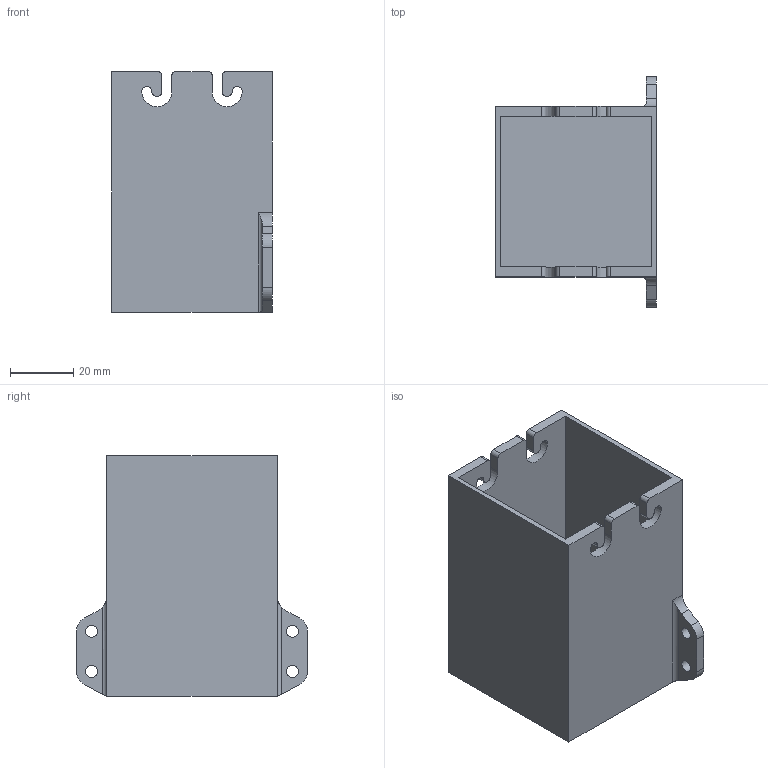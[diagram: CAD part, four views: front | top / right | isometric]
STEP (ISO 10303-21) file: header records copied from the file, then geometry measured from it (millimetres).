
FILE_DESCRIPTION(/* description */ ('STEP AP214'),/* implementation_level */ '2;1');
FILE_NAME(/* name */ '600c55d0f30b2c14ea161d72',/* time_stamp */ '2021-01-23T16:58:57+00:00',/* author */ (''),/* organization */ (''),/* preprocessor_version */ 'ST-DEVELOPER v18.1',/* originating_system */ ' ',/* authorisation */ ' ');
FILE_SCHEMA (('AUTOMOTIVE_DESIGN {1 0 10303 214 3 1 1}'));
Length unit declared in the file: metre
Products named in the file (1): Part 1
Bounding box: 50.8 x 73.03 x 76.2 mm (x, y, z)
Volume: 43877.3 mm3; surface area: 36316 mm2
Topology: 1 solids, 1 shells, 62 faces, 182 edges, 122 vertices
Faces by surface type: cylinder 32, plane 30
Full cylindrical faces by diameter (mm): 3.797 x4
Entity records: 2078 total; most frequent: CARTESIAN_POINT 363, DIRECTION 360, ORIENTED_EDGE 348, EDGE_CURVE 174, AXIS2_PLACEMENT_3D 125, VERTEX_POINT 118, LINE 110, VECTOR 110
